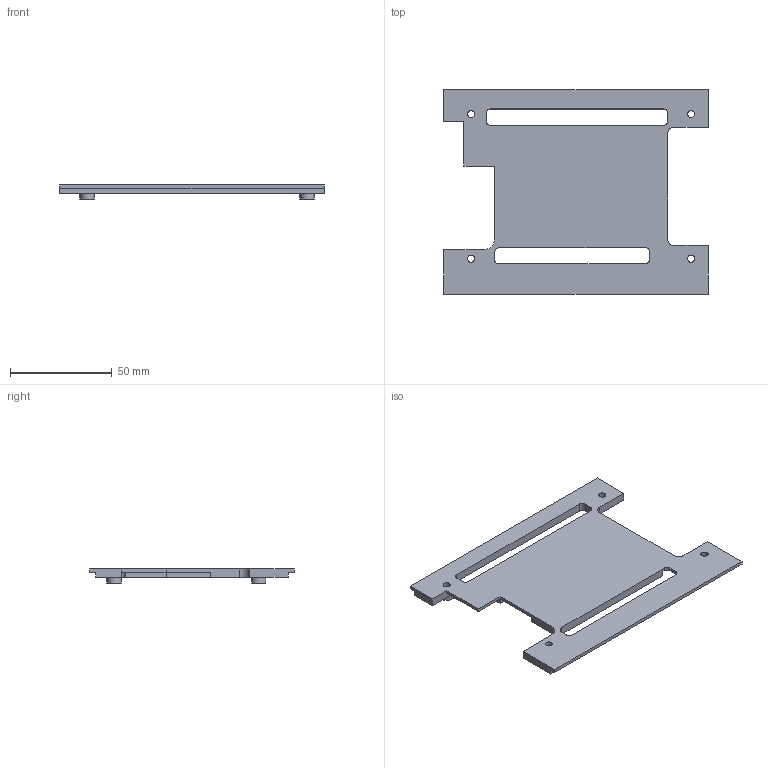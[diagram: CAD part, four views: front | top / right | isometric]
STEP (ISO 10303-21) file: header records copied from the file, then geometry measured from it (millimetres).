
FILE_DESCRIPTION(/* description */ (''),/* implementation_level */ '2;1');
FILE_NAME(/* name */ 'mountingplate.step',/* time_stamp */ '2021-01-22T14:57:13-05:00',/* author */ (''),/* organization */ (''),/* preprocessor_version */ 'ST-DEVELOPER v18.1',/* originating_system */ 'Autodesk Translation Framework v9.7.0.1280',/* authorisation */ '');
FILE_SCHEMA (('AUTOMOTIVE_DESIGN { 1 0 10303 214 3 1 1 }'));
Length unit declared in the file: millimetre
Products named in the file (1): Generation 3_Plate v2
Bounding box: 130 x 100.5 x 6.9 mm (x, y, z)
Volume: 34531.4 mm3; surface area: 22962.4 mm2
Topology: 1 solids, 1 shells, 62 faces, 172 edges, 112 vertices
Faces by surface type: plane 42, cylinder 20
Full cylindrical faces by diameter (mm): 3.5 x4, 7 x4
Entity records: 2016 total; most frequent: CARTESIAN_POINT 344, ORIENTED_EDGE 340, DIRECTION 337, EDGE_CURVE 170, LINE 129, VECTOR 129, VERTEX_POINT 111, AXIS2_PLACEMENT_3D 104
